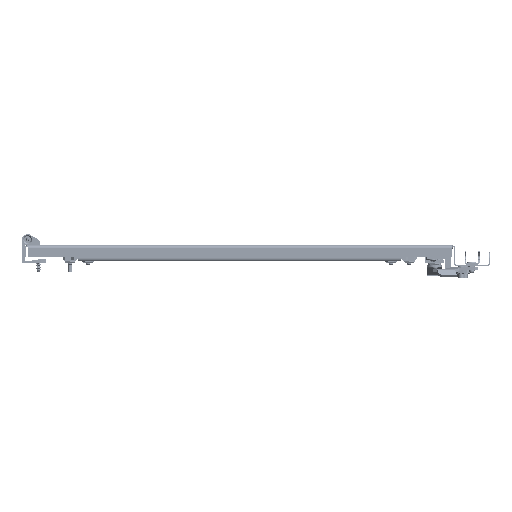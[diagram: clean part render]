
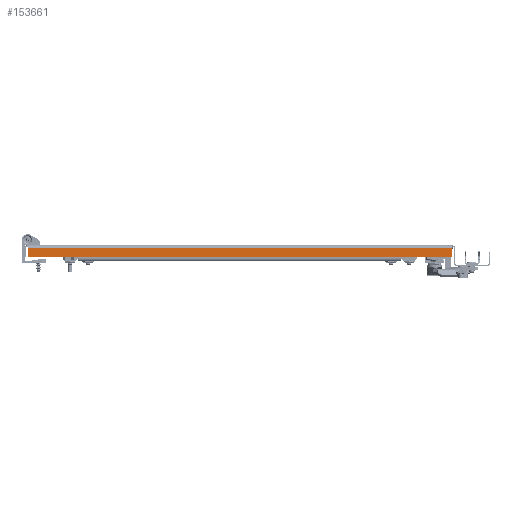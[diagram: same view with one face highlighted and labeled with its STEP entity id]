
A CAD part, front view. The second image highlights one B-rep face of the part: STEP entity #153661.
In plain terms, the highlighted planar face has unit normal (0, -1, 0).
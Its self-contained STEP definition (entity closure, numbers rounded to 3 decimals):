
#7579 = EDGE_CURVE ( 'NONE', #143433, #137399, #129011, .T. ) ;
#11891 = LINE ( 'NONE', #51646, #111114 ) ;
#27162 = VECTOR ( 'NONE', #161686, 1000. ) ;
#28575 = DIRECTION ( 'NONE',  ( 0., 0., 1. ) ) ;
#29282 = EDGE_LOOP ( 'NONE', ( #122685, #77872, #165174, #70567 ) ) ;
#34803 = DIRECTION ( 'NONE',  ( 1., 0., 0. ) ) ;
#35570 = CARTESIAN_POINT ( 'NONE',  ( 292.25, -995., -15.8 ) ) ;
#37187 = DIRECTION ( 'NONE',  ( 0., 0., 1. ) ) ;
#51646 = CARTESIAN_POINT ( 'NONE',  ( -292.25, -995., 0. ) ) ;
#51919 = DIRECTION ( 'NONE',  ( 0., 1., 0. ) ) ;
#56041 = CARTESIAN_POINT ( 'NONE',  ( 0., -995., 0. ) ) ;
#62448 = VECTOR ( 'NONE', #34803, 1000. ) ;
#67307 = CARTESIAN_POINT ( 'NONE',  ( 0., -995., -4. ) ) ;
#70567 = ORIENTED_EDGE ( 'NONE', *, *, #121893, .F. ) ;
#74028 = CARTESIAN_POINT ( 'NONE',  ( -292.25, -995., -15.8 ) ) ;
#74062 = EDGE_CURVE ( 'NONE', #146030, #143433, #144212, .T. ) ;
#77872 = ORIENTED_EDGE ( 'NONE', *, *, #74062, .T. ) ;
#90409 = CARTESIAN_POINT ( 'NONE',  ( 294.25, -995., -15.8 ) ) ;
#92418 = VERTEX_POINT ( 'NONE', #149496 ) ;
#111114 = VECTOR ( 'NONE', #28575, 1000. ) ;
#115775 = CARTESIAN_POINT ( 'NONE',  ( 292.25, -995., 0. ) ) ;
#118965 = AXIS2_PLACEMENT_3D ( 'NONE', #56041, #51919, #163652 ) ;
#118971 = FACE_OUTER_BOUND ( 'NONE', #29282, .T. ) ;
#121893 = EDGE_CURVE ( 'NONE', #92418, #137399, #134301, .T. ) ;
#122685 = ORIENTED_EDGE ( 'NONE', *, *, #125584, .F. ) ;
#125584 = EDGE_CURVE ( 'NONE', #146030, #92418, #11891, .T. ) ;
#129011 = LINE ( 'NONE', #115775, #168304 ) ;
#134301 = LINE ( 'NONE', #67307, #27162 ) ;
#137399 = VERTEX_POINT ( 'NONE', #161336 ) ;
#143433 = VERTEX_POINT ( 'NONE', #35570 ) ;
#144212 = LINE ( 'NONE', #90409, #62448 ) ;
#146030 = VERTEX_POINT ( 'NONE', #74028 ) ;
#149496 = CARTESIAN_POINT ( 'NONE',  ( -292.25, -995., -4. ) ) ;
#150406 = PLANE ( 'NONE',  #118965 ) ;
#153661 = ADVANCED_FACE ( 'NONE', ( #118971 ), #150406, .F. ) ;
#161336 = CARTESIAN_POINT ( 'NONE',  ( 292.25, -995., -4. ) ) ;
#161686 = DIRECTION ( 'NONE',  ( 1., 0., 0. ) ) ;
#163652 = DIRECTION ( 'NONE',  ( 0., 0., 1. ) ) ;
#165174 = ORIENTED_EDGE ( 'NONE', *, *, #7579, .T. ) ;
#168304 = VECTOR ( 'NONE', #37187, 1000. ) ;
